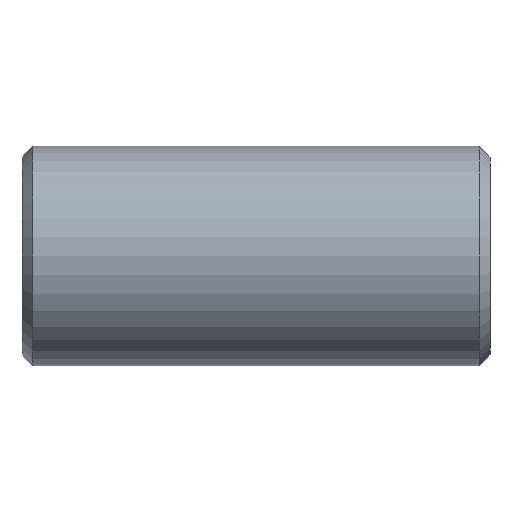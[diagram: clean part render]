
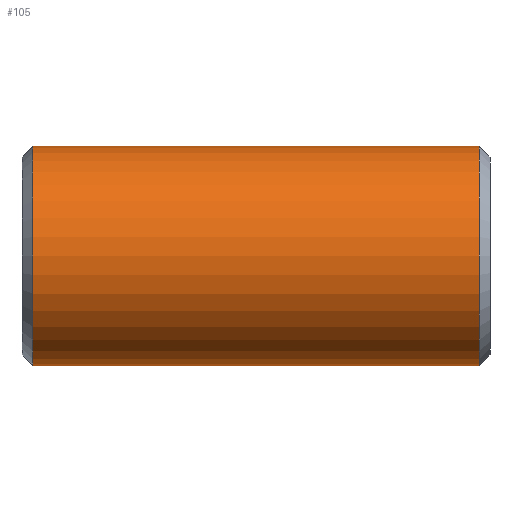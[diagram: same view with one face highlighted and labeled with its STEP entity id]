
A CAD part, front view. The second image highlights one B-rep face of the part: STEP entity #105.
In plain terms, the highlighted cylindrical face has radius 13.335 mm (diameter 26.67 mm), a partial arc.
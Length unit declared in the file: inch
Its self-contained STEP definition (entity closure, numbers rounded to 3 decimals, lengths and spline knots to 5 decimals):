
#8 = ORIENTED_EDGE ( 'NONE', *, *, #539, .F. ) ;
#39 = DIRECTION ( 'NONE',  ( -1., 0., 0. ) ) ;
#40 = CARTESIAN_POINT ( 'NONE',  ( -1.06867, 0., 0.525 ) ) ;
#61 = ORIENTED_EDGE ( 'NONE', *, *, #644, .T. ) ;
#78 = CARTESIAN_POINT ( 'NONE',  ( 1.12, 0., -0.525 ) ) ;
#104 = LINE ( 'NONE', #538, #635 ) ;
#105 = ADVANCED_FACE ( 'NONE', ( #439 ), #367, .T. ) ;
#142 = DIRECTION ( 'NONE',  ( 0., 0., 1. ) ) ;
#171 = VERTEX_POINT ( 'NONE', #199 ) ;
#199 = CARTESIAN_POINT ( 'NONE',  ( -1.06867, 0., -0.525 ) ) ;
#228 = VERTEX_POINT ( 'NONE', #40 ) ;
#306 = LINE ( 'NONE', #78, #697 ) ;
#322 = CIRCLE ( 'NONE', #705, 0.525 ) ;
#324 = DIRECTION ( 'NONE',  ( 1., 0., 0. ) ) ;
#347 = AXIS2_PLACEMENT_3D ( 'NONE', #424, #582, #142 ) ;
#367 = CYLINDRICAL_SURFACE ( 'NONE', #347, 0.525 ) ;
#388 = ORIENTED_EDGE ( 'NONE', *, *, #587, .T. ) ;
#390 = CIRCLE ( 'NONE', #688, 0.525 ) ;
#424 = CARTESIAN_POINT ( 'NONE',  ( 1.12, 0., 0. ) ) ;
#439 = FACE_OUTER_BOUND ( 'NONE', #620, .T. ) ;
#473 = DIRECTION ( 'NONE',  ( 0., 0., 1. ) ) ;
#508 = ORIENTED_EDGE ( 'NONE', *, *, #567, .T. ) ;
#515 = DIRECTION ( 'NONE',  ( -1., 0., 0. ) ) ;
#516 = VERTEX_POINT ( 'NONE', #570 ) ;
#531 = DIRECTION ( 'NONE',  ( -1., 0., 0. ) ) ;
#538 = CARTESIAN_POINT ( 'NONE',  ( 1.12, 0., 0.525 ) ) ;
#539 = EDGE_CURVE ( 'NONE', #672, #171, #306, .T. ) ;
#541 = DIRECTION ( 'NONE',  ( 0., 0., -1. ) ) ;
#567 = EDGE_CURVE ( 'NONE', #228, #171, #390, .T. ) ;
#570 = CARTESIAN_POINT ( 'NONE',  ( 1.06867, 0., 0.525 ) ) ;
#582 = DIRECTION ( 'NONE',  ( -1., 0., 0. ) ) ;
#584 = CARTESIAN_POINT ( 'NONE',  ( 1.06867, 0., 0. ) ) ;
#587 = EDGE_CURVE ( 'NONE', #516, #228, #104, .T. ) ;
#601 = CARTESIAN_POINT ( 'NONE',  ( -1.06867, 0., 0. ) ) ;
#602 = CARTESIAN_POINT ( 'NONE',  ( 1.06867, 0., -0.525 ) ) ;
#620 = EDGE_LOOP ( 'NONE', ( #8, #61, #388, #508 ) ) ;
#635 = VECTOR ( 'NONE', #531, 39.37008 ) ;
#644 = EDGE_CURVE ( 'NONE', #672, #516, #322, .T. ) ;
#672 = VERTEX_POINT ( 'NONE', #602 ) ;
#688 = AXIS2_PLACEMENT_3D ( 'NONE', #601, #324, #473 ) ;
#697 = VECTOR ( 'NONE', #515, 39.37008 ) ;
#705 = AXIS2_PLACEMENT_3D ( 'NONE', #584, #39, #541 ) ;
